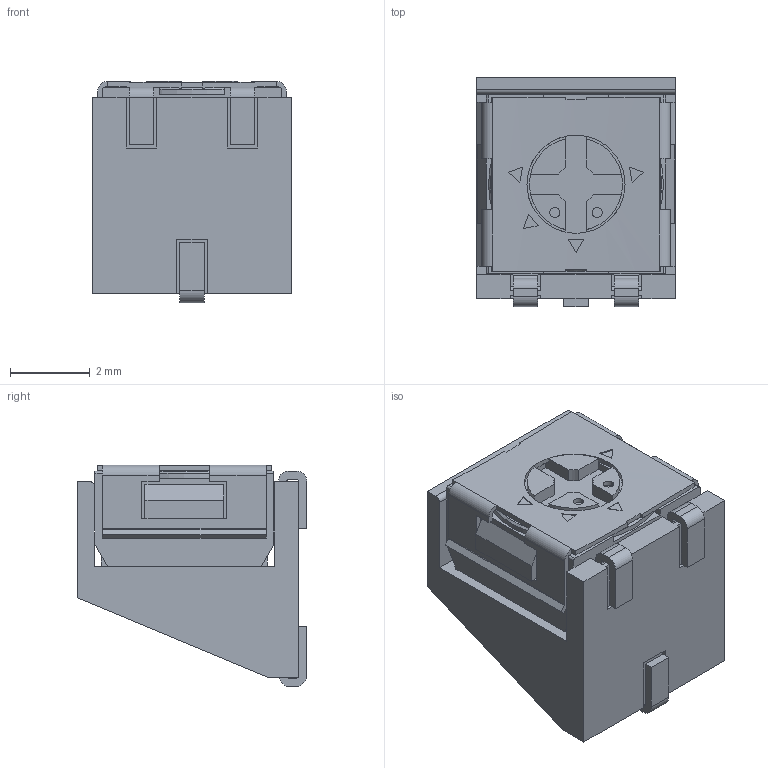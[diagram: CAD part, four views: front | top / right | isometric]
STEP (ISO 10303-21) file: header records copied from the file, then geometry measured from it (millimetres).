
FILE_DESCRIPTION((''),'2;1');
FILE_NAME('23S_SW0002','2012-02-20T',('BMozley'),(''),'PRO/ENGINEER BY PARAMETRIC TECHNOLOGY CORPORATION, 2011370','PRO/ENGINEER BY PARAMETRIC TECHNOLOGY CORPORATION, 2011370','');
FILE_SCHEMA(('CONFIG_CONTROL_DESIGN'));
Length unit declared in the file: inch
Products named in the file (1): 23S_SW0002
Bounding box: 5 x 5.77 x 5.56 mm (x, y, z)
Volume: 115.5 mm3; surface area: 243.2 mm2
Topology: 1 solids, 1 shells, 275 faces, 840 edges, 554 vertices
Faces by surface type: plane 205, cylinder 69, cone 1
Entity records: 9523 total; most frequent: CARTESIAN_POINT 1822, ORIENTED_EDGE 1680, DIRECTION 1529, EDGE_CURVE 840, VECTOR 639, LINE 639, VERTEX_POINT 554, AXIS2_PLACEMENT_3D 445
